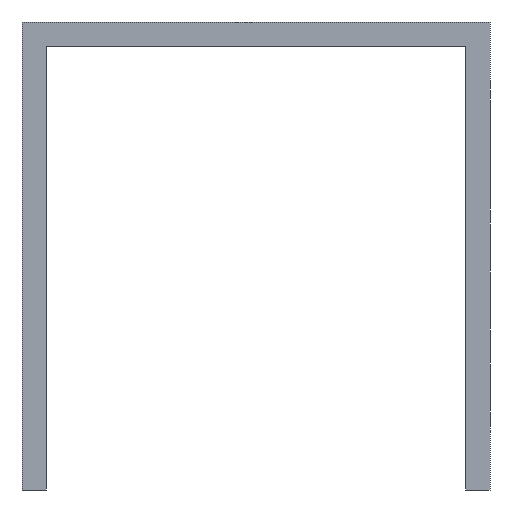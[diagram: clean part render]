
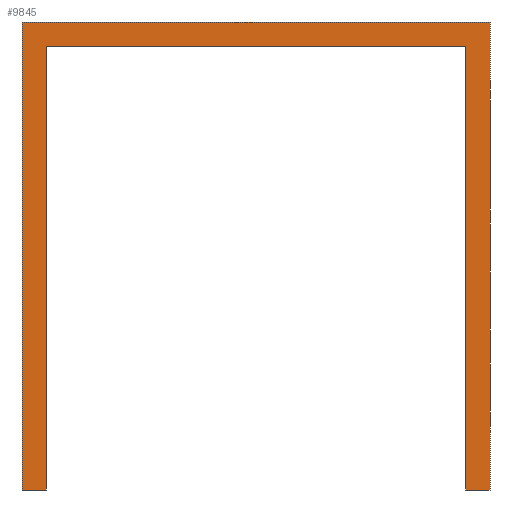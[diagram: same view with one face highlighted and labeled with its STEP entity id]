
A CAD part, front view. The second image highlights one B-rep face of the part: STEP entity #9845.
In plain terms, the highlighted planar face has unit normal (0, -1, 0).
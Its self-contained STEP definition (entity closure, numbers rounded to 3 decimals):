
#4189 = EDGE_CURVE('',#4190,#4192,#4194,.T.);
#4190 = VERTEX_POINT('',#4191);
#4191 = CARTESIAN_POINT('',(21.5,0.,0.));
#4192 = VERTEX_POINT('',#4193);
#4193 = CARTESIAN_POINT('',(-21.5,0.,0.));
#4194 = LINE('',#4195,#4196);
#4195 = CARTESIAN_POINT('',(-21.5,0.,0.));
#4196 = VECTOR('',#4197,1.);
#4197 = DIRECTION('',(-1.,-0.,0.));
#5037 = EDGE_CURVE('',#5038,#5040,#5042,.T.);
#5038 = VERTEX_POINT('',#5039);
#5039 = CARTESIAN_POINT('',(-24.,0.,2.5));
#5040 = VERTEX_POINT('',#5041);
#5041 = CARTESIAN_POINT('',(24.,0.,2.5));
#5042 = LINE('',#5043,#5044);
#5043 = CARTESIAN_POINT('',(24.,0.,2.5));
#5044 = VECTOR('',#5045,1.);
#5045 = DIRECTION('',(1.,-0.,0.));
#5885 = EDGE_CURVE('',#5886,#4190,#5888,.T.);
#5886 = VERTEX_POINT('',#5887);
#5887 = CARTESIAN_POINT('',(21.5,0.,-45.5));
#5888 = LINE('',#5889,#5890);
#5889 = CARTESIAN_POINT('',(21.5,0.,0.));
#5890 = VECTOR('',#5891,1.);
#5891 = DIRECTION('',(0.,-0.,1.));
#6724 = EDGE_CURVE('',#5040,#6725,#6727,.T.);
#6725 = VERTEX_POINT('',#6726);
#6726 = CARTESIAN_POINT('',(24.,0.,-45.5));
#6727 = LINE('',#6728,#6729);
#6728 = CARTESIAN_POINT('',(24.,0.,-45.5));
#6729 = VECTOR('',#6730,1.);
#6730 = DIRECTION('',(0.,-0.,-1.));
#8181 = EDGE_CURVE('',#8182,#5038,#8184,.T.);
#8182 = VERTEX_POINT('',#8183);
#8183 = CARTESIAN_POINT('',(-24.,0.,-45.5));
#8184 = LINE('',#8185,#8186);
#8185 = CARTESIAN_POINT('',(-24.,0.,-45.5));
#8186 = VECTOR('',#8187,1.);
#8187 = DIRECTION('',(0.,0.,1.));
#9134 = EDGE_CURVE('',#4192,#9135,#9137,.T.);
#9135 = VERTEX_POINT('',#9136);
#9136 = CARTESIAN_POINT('',(-21.5,0.,-45.5));
#9137 = LINE('',#9138,#9139);
#9138 = CARTESIAN_POINT('',(-21.5,0.,0.));
#9139 = VECTOR('',#9140,1.);
#9140 = DIRECTION('',(0.,0.,-1.));
#9789 = EDGE_CURVE('',#9135,#8182,#9790,.T.);
#9790 = LINE('',#9791,#9792);
#9791 = CARTESIAN_POINT('',(-21.5,0.,-45.5));
#9792 = VECTOR('',#9793,1.);
#9793 = DIRECTION('',(-1.,0.,0.));
#9811 = EDGE_CURVE('',#6725,#5886,#9812,.T.);
#9812 = LINE('',#9813,#9814);
#9813 = CARTESIAN_POINT('',(21.5,0.,-45.5));
#9814 = VECTOR('',#9815,1.);
#9815 = DIRECTION('',(-1.,-0.,-0.));
#9845 = ADVANCED_FACE('',(#9846),#9856,.T.);
#9846 = FACE_BOUND('',#9847,.T.);
#9847 = EDGE_LOOP('',(#9848,#9849,#9850,#9851,#9852,#9853,#9854,#9855));
#9848 = ORIENTED_EDGE('',*,*,#5885,.F.);
#9849 = ORIENTED_EDGE('',*,*,#9811,.F.);
#9850 = ORIENTED_EDGE('',*,*,#6724,.F.);
#9851 = ORIENTED_EDGE('',*,*,#5037,.F.);
#9852 = ORIENTED_EDGE('',*,*,#8181,.F.);
#9853 = ORIENTED_EDGE('',*,*,#9789,.F.);
#9854 = ORIENTED_EDGE('',*,*,#9134,.F.);
#9855 = ORIENTED_EDGE('',*,*,#4189,.F.);
#9856 = PLANE('',#9857);
#9857 = AXIS2_PLACEMENT_3D('',#9858,#9859,#9860);
#9858 = CARTESIAN_POINT('',(0.,0.,0.));
#9859 = DIRECTION('',(0.,-1.,0.));
#9860 = DIRECTION('',(0.,0.,-1.));
